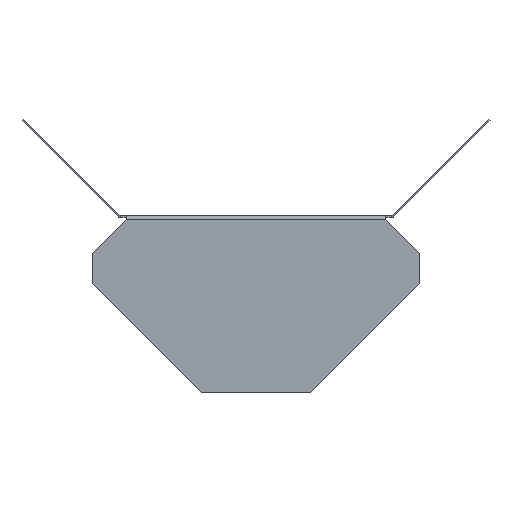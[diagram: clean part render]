
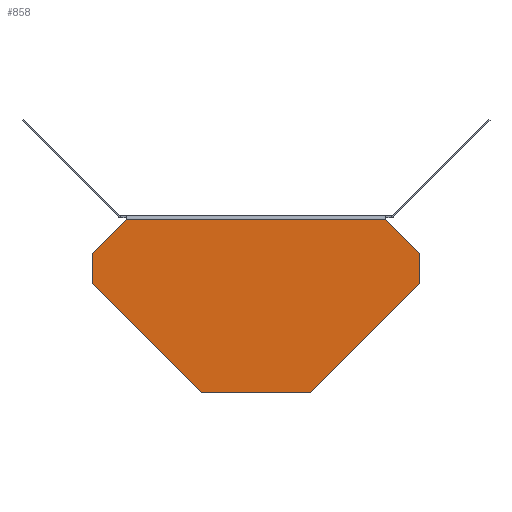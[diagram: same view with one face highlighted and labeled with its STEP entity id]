
A CAD part, front view. The second image highlights one B-rep face of the part: STEP entity #858.
In plain terms, the highlighted planar face has unit normal (0, -1, 0).
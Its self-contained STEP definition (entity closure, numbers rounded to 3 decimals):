
#189=DIRECTION('',(1.,0.,0.));
#190=VECTOR('',#189,190.);
#191=CARTESIAN_POINT('',(-95.,-1.5,-83.));
#192=LINE('',#191,#190);
#243=DIRECTION('',(-0.707,0.,0.707));
#244=VECTOR('',#243,35.355);
#245=CARTESIAN_POINT('',(120.,-1.5,-108.));
#246=LINE('',#245,#244);
#247=DIRECTION('',(0.707,0.,0.707));
#248=VECTOR('',#247,113.137);
#249=CARTESIAN_POINT('',(40.,-1.5,-210.));
#250=LINE('',#249,#248);
#251=DIRECTION('',(1.,0.,0.));
#252=VECTOR('',#251,80.);
#253=CARTESIAN_POINT('',(-40.,-1.5,-210.));
#254=LINE('',#253,#252);
#255=DIRECTION('',(0.707,0.,-0.707));
#256=VECTOR('',#255,113.137);
#257=CARTESIAN_POINT('',(-120.,-1.5,-130.));
#258=LINE('',#257,#256);
#259=DIRECTION('',(0.,0.,-1.));
#260=VECTOR('',#259,22.);
#261=CARTESIAN_POINT('',(-120.,-1.5,-108.));
#262=LINE('',#261,#260);
#263=DIRECTION('',(-0.707,0.,-0.707));
#264=VECTOR('',#263,35.355);
#265=CARTESIAN_POINT('',(-95.,-1.5,-83.));
#266=LINE('',#265,#264);
#267=DIRECTION('',(0.,0.,-1.));
#268=VECTOR('',#267,22.);
#269=CARTESIAN_POINT('',(120.,-1.5,-108.));
#270=LINE('',#269,#268);
#376=CARTESIAN_POINT('',(95.,-1.5,-83.));
#378=VERTEX_POINT('',#376);
#391=CARTESIAN_POINT('',(-95.,-1.5,-83.));
#392=VERTEX_POINT('',#391);
#393=CARTESIAN_POINT('',(-120.,-1.5,-108.));
#394=VERTEX_POINT('',#393);
#397=CARTESIAN_POINT('',(120.,-1.5,-108.));
#398=VERTEX_POINT('',#397);
#405=CARTESIAN_POINT('',(-120.,-1.5,-130.));
#406=CARTESIAN_POINT('',(-40.,-1.5,-210.));
#407=VERTEX_POINT('',#405);
#408=VERTEX_POINT('',#406);
#419=CARTESIAN_POINT('',(40.,-1.5,-210.));
#420=VERTEX_POINT('',#419);
#423=CARTESIAN_POINT('',(120.,-1.5,-130.));
#424=VERTEX_POINT('',#423);
#838=CARTESIAN_POINT('',(0.,-1.5,0.));
#839=DIRECTION('',(0.,1.,0.));
#840=DIRECTION('',(0.,0.,1.));
#841=AXIS2_PLACEMENT_3D('',#838,#839,#840);
#842=PLANE('',#841);
#843=ORIENTED_EDGE('',*,*,#783,.F.);
#845=ORIENTED_EDGE('',*,*,#844,.T.);
#847=ORIENTED_EDGE('',*,*,#846,.F.);
#849=ORIENTED_EDGE('',*,*,#848,.F.);
#851=ORIENTED_EDGE('',*,*,#850,.F.);
#853=ORIENTED_EDGE('',*,*,#852,.F.);
#854=ORIENTED_EDGE('',*,*,#831,.F.);
#855=ORIENTED_EDGE('',*,*,#754,.T.);
#856=EDGE_LOOP('',(#843,#845,#847,#849,#851,#853,#854,#855));
#857=FACE_OUTER_BOUND('',#856,.F.);
#858=ADVANCED_FACE('',(#857),#842,.F.);
#754=EDGE_CURVE('',#392,#378,#192,.T.);
#783=EDGE_CURVE('',#398,#378,#246,.T.);
#831=EDGE_CURVE('',#392,#394,#266,.T.);
#844=EDGE_CURVE('',#398,#424,#270,.T.);
#846=EDGE_CURVE('',#420,#424,#250,.T.);
#848=EDGE_CURVE('',#408,#420,#254,.T.);
#850=EDGE_CURVE('',#407,#408,#258,.T.);
#852=EDGE_CURVE('',#394,#407,#262,.T.);
